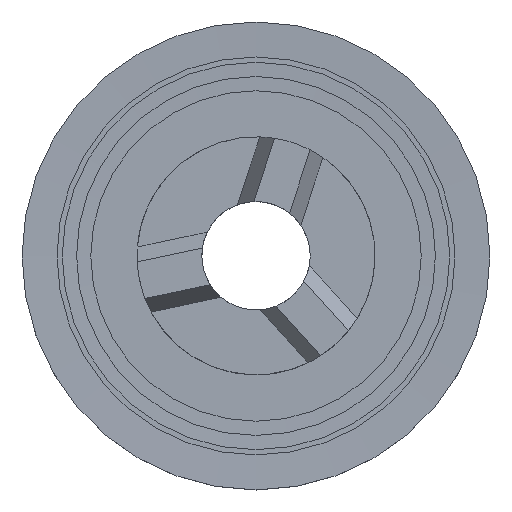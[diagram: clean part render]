
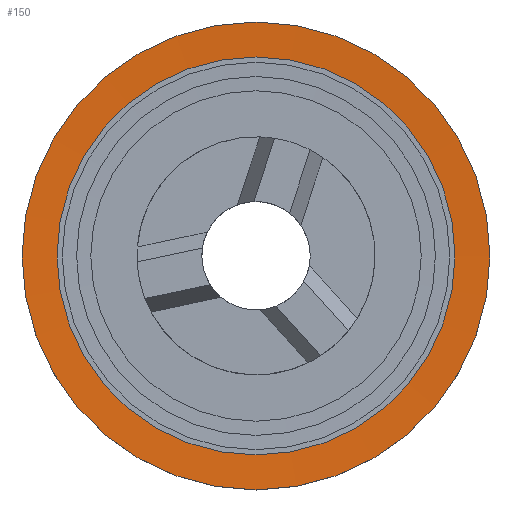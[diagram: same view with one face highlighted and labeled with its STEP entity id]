
A CAD part, top view. The second image highlights one B-rep face of the part: STEP entity #150.
In plain terms, the highlighted conical face has half-angle 88.3 degrees and reference radius 7.527 mm.
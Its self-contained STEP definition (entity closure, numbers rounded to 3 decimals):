
#64=CONICAL_SURFACE('',#598,7.527,88.3);
#150=ADVANCED_FACE('',(#200,#201),#64,.F.);
#200=FACE_BOUND('',#250,.T.);
#201=FACE_BOUND('',#251,.T.);
#250=EDGE_LOOP('',(#360));
#251=EDGE_LOOP('',(#361));
#360=ORIENTED_EDGE('',*,*,#461,.F.);
#361=ORIENTED_EDGE('',*,*,#460,.T.);
#405=VERTEX_POINT('',#950);
#406=VERTEX_POINT('',#959);
#460=EDGE_CURVE('',#405,#405,#490,.T.);
#461=EDGE_CURVE('',#406,#406,#491,.T.);
#490=CIRCLE('',#596,7.527);
#491=CIRCLE('',#597,8.85);
#596=AXIS2_PLACEMENT_3D('',#949,#728,#729);
#597=AXIS2_PLACEMENT_3D('',#958,#731,#732);
#598=AXIS2_PLACEMENT_3D('',#960,#733,#734);
#728=DIRECTION('',(0.,0.,-1.));
#729=DIRECTION('',(-1.,0.,0.));
#731=DIRECTION('',(0.,0.,-1.));
#732=DIRECTION('',(-1.,0.,0.));
#733=DIRECTION('',(0.,0.,1.));
#734=DIRECTION('',(1.,0.,0.));
#949=CARTESIAN_POINT('',(0.,0.,-4.079));
#950=CARTESIAN_POINT('',(-7.527,0.,-4.079));
#958=CARTESIAN_POINT('',(0.,0.,-4.04));
#959=CARTESIAN_POINT('',(-8.85,0.,-4.04));
#960=CARTESIAN_POINT('',(0.,0.,-4.079));
